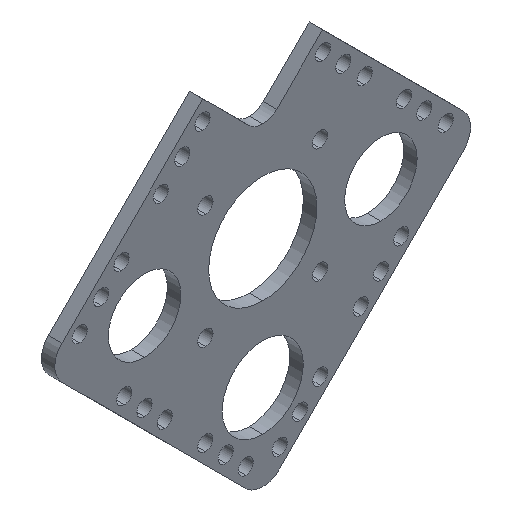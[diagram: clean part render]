
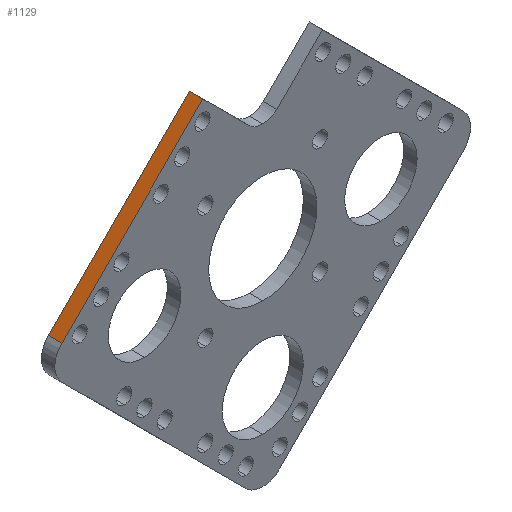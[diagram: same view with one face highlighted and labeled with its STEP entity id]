
A CAD part, isometric view. The second image highlights one B-rep face of the part: STEP entity #1129.
In plain terms, the highlighted planar face has unit normal (-0.707, 0, 0.707).
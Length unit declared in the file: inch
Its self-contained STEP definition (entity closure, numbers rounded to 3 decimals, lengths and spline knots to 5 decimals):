
#147 = CARTESIAN_POINT ( 'NONE',  ( -0.55381, 0.125, 1.46145 ) ) ;
#258 = DIRECTION ( 'NONE',  ( 0.707, 0., 0.707 ) ) ;
#275 = CARTESIAN_POINT ( 'NONE',  ( -1.85884, 0.125, 0.15641 ) ) ;
#277 = CARTESIAN_POINT ( 'NONE',  ( -0.55381, 0.125, 1.46145 ) ) ;
#293 = PLANE ( 'NONE',  #1492 ) ;
#318 = EDGE_CURVE ( 'NONE', #1027, #1961, #1782, .T. ) ;
#335 = EDGE_CURVE ( 'NONE', #1027, #1942, #656, .T. ) ;
#347 = CARTESIAN_POINT ( 'NONE',  ( -0.55381, 0.125, 1.46145 ) ) ;
#382 = EDGE_CURVE ( 'NONE', #1942, #1696, #521, .T. ) ;
#428 = EDGE_CURVE ( 'NONE', #1961, #1696, #1499, .T. ) ;
#470 = CARTESIAN_POINT ( 'NONE',  ( -1.85884, 0.125, 0.15641 ) ) ;
#521 = LINE ( 'NONE', #1808, #1038 ) ;
#539 = ORIENTED_EDGE ( 'NONE', *, *, #382, .T. ) ;
#656 = LINE ( 'NONE', #275, #2877 ) ;
#688 = ORIENTED_EDGE ( 'NONE', *, *, #318, .F. ) ;
#911 = VECTOR ( 'NONE', #2322, 39.37008 ) ;
#933 = CARTESIAN_POINT ( 'NONE',  ( -1.85884, 0., 0.15641 ) ) ;
#1027 = VERTEX_POINT ( 'NONE', #470 ) ;
#1038 = VECTOR ( 'NONE', #258, 39.37008 ) ;
#1127 = DIRECTION ( 'NONE',  ( 0.707, 0., 0.707 ) ) ;
#1129 = ADVANCED_FACE ( 'NONE', ( #2712 ), #293, .F. ) ;
#1164 = VECTOR ( 'NONE', #1127, 39.37008 ) ;
#1258 = ORIENTED_EDGE ( 'NONE', *, *, #428, .F. ) ;
#1492 = AXIS2_PLACEMENT_3D ( 'NONE', #347, #2510, #2439 ) ;
#1499 = LINE ( 'NONE', #2657, #911 ) ;
#1696 = VERTEX_POINT ( 'NONE', #1754 ) ;
#1754 = CARTESIAN_POINT ( 'NONE',  ( -0.55381, 0., 1.46145 ) ) ;
#1782 = LINE ( 'NONE', #147, #1164 ) ;
#1808 = CARTESIAN_POINT ( 'NONE',  ( -0.55381, 0., 1.46145 ) ) ;
#1942 = VERTEX_POINT ( 'NONE', #933 ) ;
#1961 = VERTEX_POINT ( 'NONE', #277 ) ;
#1990 = EDGE_LOOP ( 'NONE', ( #688, #2039, #539, #1258 ) ) ;
#2039 = ORIENTED_EDGE ( 'NONE', *, *, #335, .T. ) ;
#2322 = DIRECTION ( 'NONE',  ( 0., -1., 0. ) ) ;
#2439 = DIRECTION ( 'NONE',  ( -0.707, 0., -0.707 ) ) ;
#2510 = DIRECTION ( 'NONE',  ( 0.707, 0., -0.707 ) ) ;
#2657 = CARTESIAN_POINT ( 'NONE',  ( -0.55381, 0.125, 1.46145 ) ) ;
#2712 = FACE_OUTER_BOUND ( 'NONE', #1990, .T. ) ;
#2799 = DIRECTION ( 'NONE',  ( 0., -1., 0. ) ) ;
#2877 = VECTOR ( 'NONE', #2799, 39.37008 ) ;
